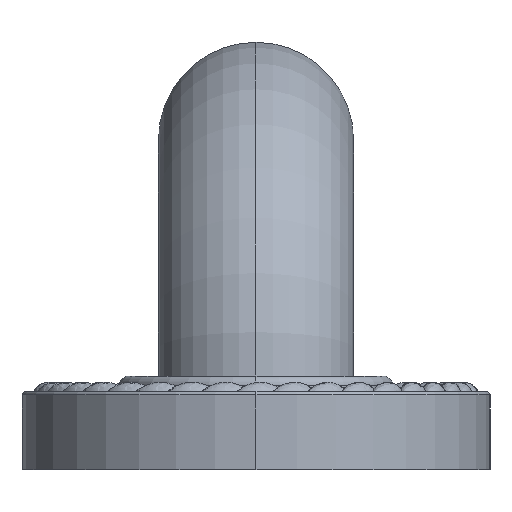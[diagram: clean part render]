
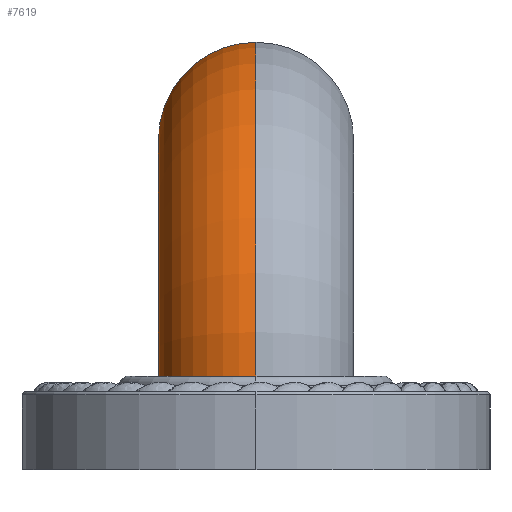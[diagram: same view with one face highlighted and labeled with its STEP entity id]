
A CAD part, left-side view. The second image highlights one B-rep face of the part: STEP entity #7619.
In plain terms, the highlighted toroidal (fillet/blend) face has major radius 41.275 mm and minor radius 15.875 mm.
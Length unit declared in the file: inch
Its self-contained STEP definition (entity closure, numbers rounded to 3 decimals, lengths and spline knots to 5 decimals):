
#7520=CARTESIAN_POINT('',(-6.,0.,0.49));
#7521=DIRECTION('',(0.,0.,-1.));
#7522=DIRECTION('',(-1.,0.,0.));
#7523=AXIS2_PLACEMENT_3D('',#7520,#7521,#7522);
#7525=CARTESIAN_POINT('',(-4.375,0.,0.49));
#7526=DIRECTION('',(0.,1.,0.));
#7527=DIRECTION('',(-1.,0.,0.));
#7528=AXIS2_PLACEMENT_3D('',#7525,#7526,#7527);
#7535=CARTESIAN_POINT('',(-4.375,0.,0.49));
#7536=DIRECTION('',(0.,1.,0.));
#7537=DIRECTION('',(-1.,0.,0.));
#7538=AXIS2_PLACEMENT_3D('',#7535,#7536,#7537);
#7549=CARTESIAN_POINT('',(-4.375,0.,2.115));
#7550=DIRECTION('',(1.,0.,0.));
#7551=DIRECTION('',(0.,0.,-1.));
#7552=AXIS2_PLACEMENT_3D('',#7549,#7550,#7551);
#7588=CARTESIAN_POINT('',(-5.375,0.,0.49));
#7589=CARTESIAN_POINT('',(-6.625,0.,0.49));
#7590=VERTEX_POINT('',#7588);
#7591=VERTEX_POINT('',#7589);
#7592=CARTESIAN_POINT('',(-4.375,0.,1.49));
#7593=CARTESIAN_POINT('',(-4.375,0.,2.74));
#7594=VERTEX_POINT('',#7592);
#7595=VERTEX_POINT('',#7593);
#7604=CARTESIAN_POINT('',(-4.375,0.,0.49));
#7605=DIRECTION('',(0.,1.,0.));
#7606=DIRECTION('',(1.,0.,0.));
#7607=AXIS2_PLACEMENT_3D('',#7604,#7605,#7606);
#7608=TOROIDAL_SURFACE('',#7607,1.625,0.625);
#7610=ORIENTED_EDGE('',*,*,#7609,.T.);
#7612=ORIENTED_EDGE('',*,*,#7611,.T.);
#7614=ORIENTED_EDGE('',*,*,#7613,.T.);
#7616=ORIENTED_EDGE('',*,*,#7615,.F.);
#7617=EDGE_LOOP('',(#7610,#7612,#7614,#7616));
#7618=FACE_OUTER_BOUND('',#7617,.F.);
#7619=ADVANCED_FACE('',(#7618),#7608,.T.);
#7524=CIRCLE('',#7523,0.625);
#7529=CIRCLE('',#7528,1.);
#7539=CIRCLE('',#7538,2.25);
#7553=CIRCLE('',#7552,0.625);
#7609=EDGE_CURVE('',#7591,#7590,#7524,.T.);
#7611=EDGE_CURVE('',#7590,#7594,#7529,.T.);
#7613=EDGE_CURVE('',#7594,#7595,#7553,.T.);
#7615=EDGE_CURVE('',#7591,#7595,#7539,.T.);
